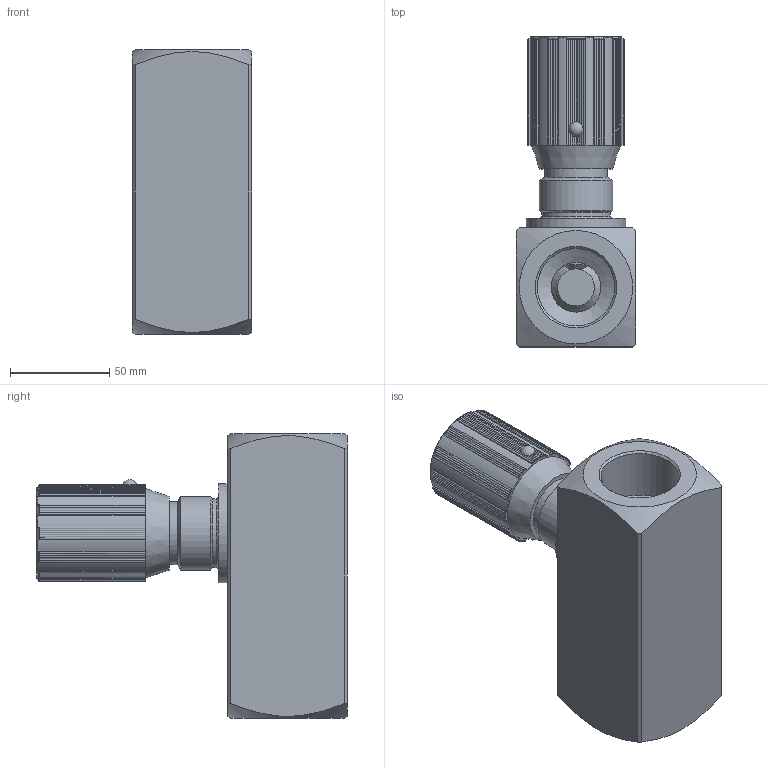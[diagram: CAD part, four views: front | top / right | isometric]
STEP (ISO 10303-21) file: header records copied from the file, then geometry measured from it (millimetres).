
FILE_DESCRIPTION(/* description */ (''),/* implementation_level */ '2;1');
FILE_NAME(/* name */ 'RDVR1 1_4.stp',/* time_stamp */ '2018-02-27T13:09:59+01:00',/* author */ ('tb'),/* organization */ (''),/* preprocessor_version */ 'ST-DEVELOPER v17',/* originating_system */ 'Autodesk Inventor 2018',/* authorisation */ '');
FILE_SCHEMA (('AUTOMOTIVE_DESIGN { 1 0 10303 214 3 1 1 }'));
Length unit declared in the file: millimetre
Products named in the file (1): 94208-01-917-32619_Shrinkwrap_1
Bounding box: 60 x 156 x 143 mm (x, y, z)
Volume: 509352.6 mm3; surface area: 108555.9 mm2
Topology: 1 solids, 6 shells, 421 faces, 1218 edges, 796 vertices
Faces by surface type: plane 198, cylinder 179, cone 33, torus 8, bspline 2, sphere 1
Full cylindrical faces by diameter (mm): 4 x2, 4.917 x2, 7.4 x1, 7.5 x1, 8.25 x1, 9 x1, 13.5 x1, 15.9 x1, 16 x1, 16.376 x3, 23 x1, 25 x1, 28.5 x1, 29.5 x1, 31.7 x2, 34.5 x1, 37 x1, 38.952 x2, 40 x1, 40.8 x1, 41 x1, 42.5 x1, 50 x1, 51 x1
Entity records: 22489 total; most frequent: CARTESIAN_POINT 10870, ORIENTED_EDGE 2466, DIRECTION 2274, EDGE_CURVE 1233, AXIS2_PLACEMENT_3D 855, VERTEX_POINT 796, LINE 564, VECTOR 564
